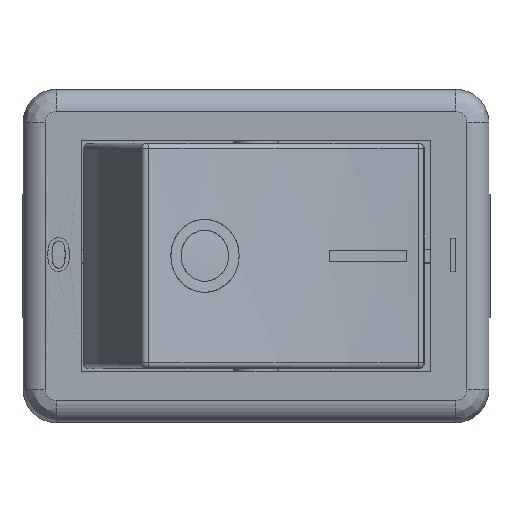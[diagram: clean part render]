
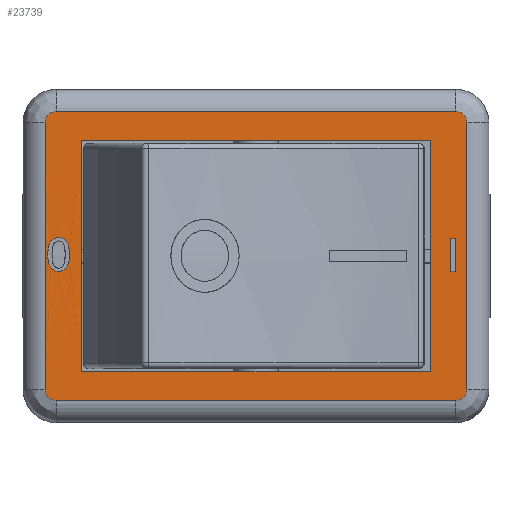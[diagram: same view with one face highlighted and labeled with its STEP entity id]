
A CAD part, top view. The second image highlights one B-rep face of the part: STEP entity #23739.
In plain terms, the highlighted planar face has unit normal (0, 0, 1).
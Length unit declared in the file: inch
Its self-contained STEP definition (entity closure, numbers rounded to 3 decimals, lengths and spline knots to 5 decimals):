
#23326=CARTESIAN_POINT('',(-0.35207,0.03264,0.63031));
#23327=VERTEX_POINT('',#23326);
#23328=CARTESIAN_POINT('',(-0.33285,0.00248,0.63031));
#23329=VERTEX_POINT('',#23328);
#23330=CARTESIAN_POINT('',(-0.35207,0.03264,0.62992));
#23331=CARTESIAN_POINT('',(-0.34734,0.03264,0.62992));
#23332=CARTESIAN_POINT('',(-0.34014,0.02882,0.62992));
#23333=CARTESIAN_POINT('',(-0.3355,0.02161,0.62992));
#23334=CARTESIAN_POINT('',(-0.33285,0.01126,0.62992));
#23335=CARTESIAN_POINT('',(-0.33285,0.00248,0.62992));
#23336=QUASI_UNIFORM_CURVE('',2,(#23330,#23331,#23332,#23333,#23334,#23335),.UNSPECIFIED.,.F.,.U.);
#23337=EDGE_CURVE('',#23327,#23329,#23336,.T.);
#23362=CARTESIAN_POINT('',(-0.35207,-0.02763,0.63031));
#23363=VERTEX_POINT('',#23362);
#23364=CARTESIAN_POINT('',(-0.33285,0.00248,0.62992));
#23365=CARTESIAN_POINT('',(-0.33285,-0.00791,0.62992));
#23366=CARTESIAN_POINT('',(-0.33712,-0.0207,0.62992));
#23367=CARTESIAN_POINT('',(-0.34563,-0.02763,0.62992));
#23368=CARTESIAN_POINT('',(-0.35207,-0.02763,0.62992));
#23369=QUASI_UNIFORM_CURVE('',2,(#23364,#23365,#23366,#23367,#23368),.UNSPECIFIED.,.F.,.U.);
#23370=EDGE_CURVE('',#23329,#23363,#23369,.T.);
#23390=CARTESIAN_POINT('',(-0.36548,-0.02155,0.63031));
#23391=VERTEX_POINT('',#23390);
#23392=CARTESIAN_POINT('',(-0.35207,-0.02763,0.62992));
#23393=CARTESIAN_POINT('',(-0.36062,-0.02763,0.62992));
#23394=CARTESIAN_POINT('',(-0.36548,-0.02155,0.62992));
#23395=QUASI_UNIFORM_CURVE('',2,(#23392,#23393,#23394),.UNSPECIFIED.,.F.,.U.);
#23396=EDGE_CURVE('',#23363,#23391,#23395,.T.);
#23414=CARTESIAN_POINT('',(-0.37133,0.00248,0.63031));
#23415=VERTEX_POINT('',#23414);
#23416=CARTESIAN_POINT('',(-0.36548,-0.02155,0.62992));
#23417=CARTESIAN_POINT('',(-0.37133,-0.01413,0.62992));
#23418=CARTESIAN_POINT('',(-0.37133,0.00248,0.62992));
#23419=QUASI_UNIFORM_CURVE('',2,(#23416,#23417,#23418),.UNSPECIFIED.,.F.,.U.);
#23420=EDGE_CURVE('',#23391,#23415,#23419,.T.);
#23442=CARTESIAN_POINT('',(-0.37133,0.00248,0.62992));
#23443=CARTESIAN_POINT('',(-0.37133,0.01297,0.62992));
#23444=CARTESIAN_POINT('',(-0.36701,0.02575,0.62992));
#23445=CARTESIAN_POINT('',(-0.35855,0.03264,0.62992));
#23446=CARTESIAN_POINT('',(-0.35207,0.03264,0.62992));
#23447=QUASI_UNIFORM_CURVE('',2,(#23442,#23443,#23444,#23445,#23446),.UNSPECIFIED.,.F.,.U.);
#23448=EDGE_CURVE('',#23415,#23327,#23447,.T.);
#23496=CARTESIAN_POINT('',(0.35534,0.03109,0.62992));
#23497=VERTEX_POINT('',#23496);
#23504=CARTESIAN_POINT('',(0.34751,0.03109,0.62992));
#23505=VERTEX_POINT('',#23504);
#23506=CARTESIAN_POINT('',(0.34751,0.03109,0.62992));
#23507=DIRECTION('',(1.0,0.0,0.0));
#23508=VECTOR('',#23507,0.00783);
#23509=LINE('',#23506,#23508);
#23510=EDGE_CURVE('',#23505,#23497,#23509,.T.);
#23534=CARTESIAN_POINT('',(0.35534,-0.02796,0.62992));
#23535=VERTEX_POINT('',#23534);
#23542=CARTESIAN_POINT('',(0.35534,0.03109,0.62992));
#23543=DIRECTION('',(0.0,-1.0,0.0));
#23544=VECTOR('',#23543,0.05906);
#23545=LINE('',#23542,#23544);
#23546=EDGE_CURVE('',#23497,#23535,#23545,.T.);
#23565=CARTESIAN_POINT('',(0.34751,-0.02796,0.62992));
#23566=VERTEX_POINT('',#23565);
#23573=CARTESIAN_POINT('',(0.35534,-0.02796,0.62992));
#23574=DIRECTION('',(-1.0,0.0,0.0));
#23575=VECTOR('',#23574,0.00783);
#23576=LINE('',#23573,#23575);
#23577=EDGE_CURVE('',#23535,#23566,#23576,.T.);
#23595=CARTESIAN_POINT('',(0.34751,-0.02796,0.62992));
#23596=DIRECTION('',(0.0,1.0,0.0));
#23597=VECTOR('',#23596,0.05906);
#23598=LINE('',#23595,#23597);
#23599=EDGE_CURVE('',#23566,#23505,#23598,.T.);
#23617=CARTESIAN_POINT('',(-0.41358,-0.28366,0.62992));
#23618=DIRECTION('',(0.0,0.0,1.0));
#23619=DIRECTION('',(1.0,0.0,0.0));
#23620=AXIS2_PLACEMENT_3D('',#23617,#23618,#23619);
#23621=PLANE('',#23620);
#23622=CARTESIAN_POINT('',(-0.37598,-0.23819,0.62992));
#23623=VERTEX_POINT('',#23622);
#23624=CARTESIAN_POINT('',(-0.37598,0.23819,0.62992));
#23625=VERTEX_POINT('',#23624);
#23626=CARTESIAN_POINT('',(-0.37598,-0.23819,0.62992));
#23627=DIRECTION('',(0.0,1.0,0.0));
#23628=VECTOR('',#23627,0.47638);
#23629=LINE('',#23626,#23628);
#23630=EDGE_CURVE('',#23623,#23625,#23629,.T.);
#23631=ORIENTED_EDGE('',*,*,#23630,.F.);
#23632=CARTESIAN_POINT('',(-0.3563,-0.25787,0.62992));
#23633=VERTEX_POINT('',#23632);
#23634=CARTESIAN_POINT('',(-0.3563,-0.23819,0.62992));
#23635=DIRECTION('',(0.0,0.0,-1.0));
#23636=DIRECTION('',(-0.707,-0.707,0.0));
#23637=AXIS2_PLACEMENT_3D('',#23634,#23635,#23636);
#23638=CIRCLE('',#23637,0.01969);
#23639=EDGE_CURVE('',#23633,#23623,#23638,.T.);
#23640=ORIENTED_EDGE('',*,*,#23639,.F.);
#23641=CARTESIAN_POINT('',(0.3563,-0.25787,0.62992));
#23642=VERTEX_POINT('',#23641);
#23643=CARTESIAN_POINT('',(0.3563,-0.25787,0.62992));
#23644=DIRECTION('',(-1.0,0.0,0.0));
#23645=VECTOR('',#23644,0.7126);
#23646=LINE('',#23643,#23645);
#23647=EDGE_CURVE('',#23642,#23633,#23646,.T.);
#23648=ORIENTED_EDGE('',*,*,#23647,.F.);
#23649=CARTESIAN_POINT('',(0.37598,-0.23819,0.62992));
#23650=VERTEX_POINT('',#23649);
#23651=CARTESIAN_POINT('',(0.3563,-0.23819,0.62992));
#23652=DIRECTION('',(0.0,0.0,-1.0));
#23653=DIRECTION('',(0.707,-0.707,0.0));
#23654=AXIS2_PLACEMENT_3D('',#23651,#23652,#23653);
#23655=CIRCLE('',#23654,0.01969);
#23656=EDGE_CURVE('',#23650,#23642,#23655,.T.);
#23657=ORIENTED_EDGE('',*,*,#23656,.F.);
#23658=CARTESIAN_POINT('',(0.37598,0.23819,0.62992));
#23659=VERTEX_POINT('',#23658);
#23660=CARTESIAN_POINT('',(0.37598,0.23819,0.62992));
#23661=DIRECTION('',(0.0,-1.0,0.0));
#23662=VECTOR('',#23661,0.47638);
#23663=LINE('',#23660,#23662);
#23664=EDGE_CURVE('',#23659,#23650,#23663,.T.);
#23665=ORIENTED_EDGE('',*,*,#23664,.F.);
#23666=CARTESIAN_POINT('',(0.3563,0.25787,0.62992));
#23667=VERTEX_POINT('',#23666);
#23668=CARTESIAN_POINT('',(0.3563,0.23819,0.62992));
#23669=DIRECTION('',(0.0,0.0,-1.0));
#23670=DIRECTION('',(0.707,0.707,0.0));
#23671=AXIS2_PLACEMENT_3D('',#23668,#23669,#23670);
#23672=CIRCLE('',#23671,0.01969);
#23673=EDGE_CURVE('',#23667,#23659,#23672,.T.);
#23674=ORIENTED_EDGE('',*,*,#23673,.F.);
#23675=CARTESIAN_POINT('',(-0.3563,0.25787,0.62992));
#23676=VERTEX_POINT('',#23675);
#23677=CARTESIAN_POINT('',(-0.3563,0.25787,0.62992));
#23678=DIRECTION('',(1.0,0.0,0.0));
#23679=VECTOR('',#23678,0.7126);
#23680=LINE('',#23677,#23679);
#23681=EDGE_CURVE('',#23676,#23667,#23680,.T.);
#23682=ORIENTED_EDGE('',*,*,#23681,.F.);
#23683=CARTESIAN_POINT('',(-0.3563,0.23819,0.62992));
#23684=DIRECTION('',(0.0,0.0,-1.0));
#23685=DIRECTION('',(-0.707,0.707,0.0));
#23686=AXIS2_PLACEMENT_3D('',#23683,#23684,#23685);
#23687=CIRCLE('',#23686,0.01969);
#23688=EDGE_CURVE('',#23625,#23676,#23687,.T.);
#23689=ORIENTED_EDGE('',*,*,#23688,.F.);
#23690=EDGE_LOOP('',(#23631,#23640,#23648,#23657,#23665,#23674,#23682,#23689));
#23691=FACE_OUTER_BOUND('',#23690,.T.);
#23692=CARTESIAN_POINT('',(0.31102,0.20669,0.62992));
#23693=VERTEX_POINT('',#23692);
#23694=CARTESIAN_POINT('',(0.31102,-0.20669,0.62992));
#23695=VERTEX_POINT('',#23694);
#23696=CARTESIAN_POINT('',(0.31102,0.20669,0.62992));
#23697=DIRECTION('',(0.0,-1.0,0.0));
#23698=VECTOR('',#23697,0.41339);
#23699=LINE('',#23696,#23698);
#23700=EDGE_CURVE('',#23693,#23695,#23699,.T.);
#23701=ORIENTED_EDGE('',*,*,#23700,.T.);
#23702=CARTESIAN_POINT('',(-0.31102,-0.20669,0.62992));
#23703=VERTEX_POINT('',#23702);
#23704=CARTESIAN_POINT('',(0.31102,-0.20669,0.62992));
#23705=DIRECTION('',(-1.0,0.0,0.0));
#23706=VECTOR('',#23705,0.62205);
#23707=LINE('',#23704,#23706);
#23708=EDGE_CURVE('',#23695,#23703,#23707,.T.);
#23709=ORIENTED_EDGE('',*,*,#23708,.T.);
#23710=CARTESIAN_POINT('',(-0.31102,0.20669,0.62992));
#23711=VERTEX_POINT('',#23710);
#23712=CARTESIAN_POINT('',(-0.31102,-0.20669,0.62992));
#23713=DIRECTION('',(0.0,1.0,0.0));
#23714=VECTOR('',#23713,0.41339);
#23715=LINE('',#23712,#23714);
#23716=EDGE_CURVE('',#23703,#23711,#23715,.T.);
#23717=ORIENTED_EDGE('',*,*,#23716,.T.);
#23718=CARTESIAN_POINT('',(-0.31102,0.20669,0.62992));
#23719=DIRECTION('',(1.0,0.0,0.0));
#23720=VECTOR('',#23719,0.62205);
#23721=LINE('',#23718,#23720);
#23722=EDGE_CURVE('',#23711,#23693,#23721,.T.);
#23723=ORIENTED_EDGE('',*,*,#23722,.T.);
#23724=EDGE_LOOP('',(#23701,#23709,#23717,#23723));
#23725=FACE_BOUND('',#23724,.T.);
#23726=ORIENTED_EDGE('',*,*,#23510,.T.);
#23727=ORIENTED_EDGE('',*,*,#23546,.T.);
#23728=ORIENTED_EDGE('',*,*,#23577,.T.);
#23729=ORIENTED_EDGE('',*,*,#23599,.T.);
#23730=EDGE_LOOP('',(#23726,#23727,#23728,#23729));
#23731=FACE_BOUND('',#23730,.T.);
#23732=ORIENTED_EDGE('',*,*,#23337,.T.);
#23733=ORIENTED_EDGE('',*,*,#23370,.T.);
#23734=ORIENTED_EDGE('',*,*,#23396,.T.);
#23735=ORIENTED_EDGE('',*,*,#23420,.T.);
#23736=ORIENTED_EDGE('',*,*,#23448,.T.);
#23737=EDGE_LOOP('',(#23732,#23733,#23734,#23735,#23736));
#23738=FACE_BOUND('',#23737,.T.);
#23739=ADVANCED_FACE('',(#23691,#23725,#23731,#23738),#23621,.T.);
